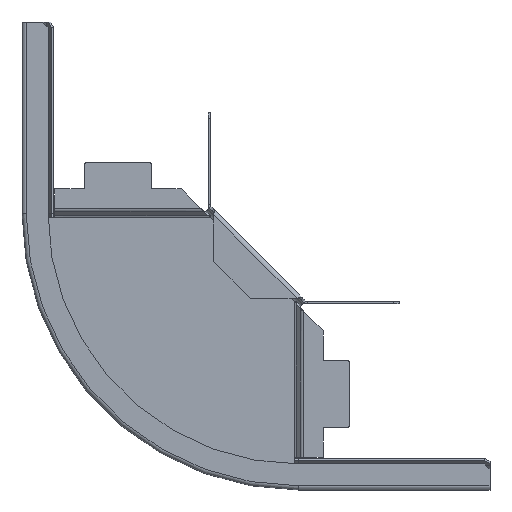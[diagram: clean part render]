
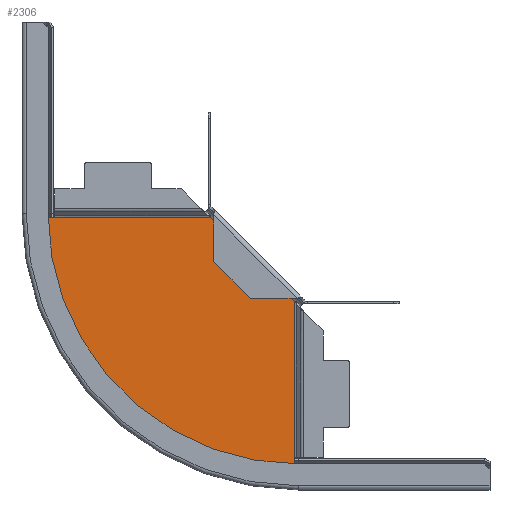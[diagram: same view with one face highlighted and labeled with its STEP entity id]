
A CAD part, front view. The second image highlights one B-rep face of the part: STEP entity #2306.
In plain terms, the highlighted planar face has unit normal (0, -1, 0).
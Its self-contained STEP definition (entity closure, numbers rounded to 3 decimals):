
#1385=CARTESIAN_POINT('',(94.027,-1.,-174.026));
#1386=CARTESIAN_POINT('',(94.169,-1.,-174.028));
#1387=CARTESIAN_POINT('',(94.442,-1.,-173.97));
#1388=CARTESIAN_POINT('',(94.766,-1.,-173.751));
#1389=CARTESIAN_POINT('',(94.989,-1.,-173.419));
#1390=CARTESIAN_POINT('',(95.042,-1.,-173.165));
#1391=CARTESIAN_POINT('',(95.042,-1.,-173.025));
#1393=CARTESIAN_POINT('',(96.987,-1.,-28.055));
#1394=DIRECTION('',(0.,-1.,0.));
#1395=DIRECTION('',(-1.,0.,-0.02));
#1396=AXIS2_PLACEMENT_3D('',#1393,#1394,#1395);
#1398=CARTESIAN_POINT('',(-47.983,-1.,-31.));
#1399=DIRECTION('',(0.,-1.,0.));
#1400=DIRECTION('',(0.,0.,1.));
#1401=AXIS2_PLACEMENT_3D('',#1398,#1399,#1400);
#1403=DIRECTION('',(-1.,0.,0.));
#1404=VECTOR('',#1403,12.983);
#1405=CARTESIAN_POINT('',(-35.,-1.,-30.));
#1406=LINE('',#1405,#1404);
#1407=DIRECTION('',(-0.707,0.,0.707));
#1408=VECTOR('',#1407,63.699);
#1409=CARTESIAN_POINT('',(95.042,-1.,-75.042));
#1410=LINE('',#1409,#1408);
#1411=DIRECTION('',(0.,0.,-1.));
#1412=VECTOR('',#1411,85.);
#1413=CARTESIAN_POINT('',(95.042,-1.,-75.042));
#1414=LINE('',#1413,#1412);
#1434=DIRECTION('',(0.,0.,-1.));
#1435=VECTOR('',#1434,12.983);
#1436=CARTESIAN_POINT('',(95.042,-1.,-160.042));
#1437=LINE('',#1436,#1435);
#1602=CARTESIAN_POINT('',(50.,-1.,-30.));
#1620=DIRECTION('',(1.,0.,0.));
#1621=VECTOR('',#1620,85.);
#1622=CARTESIAN_POINT('',(-35.,-1.,-30.));
#1623=LINE('',#1622,#1621);
#1748=CARTESIAN_POINT('',(95.042,-1.,-173.025));
#1750=VERTEX_POINT('',#1748);
#1753=CARTESIAN_POINT('',(95.042,-1.,-75.042));
#1755=VERTEX_POINT('',#1753);
#1766=CARTESIAN_POINT('',(-35.,-1.,-30.));
#1767=VERTEX_POINT('',#1766);
#1807=CARTESIAN_POINT('',(94.027,-1.,-174.026));
#1808=VERTEX_POINT('',#1807);
#1835=CARTESIAN_POINT('',(95.042,-1.,-160.042));
#1836=VERTEX_POINT('',#1835);
#1848=CARTESIAN_POINT('',(-48.983,-1.,-31.02));
#1850=VERTEX_POINT('',#1848);
#1851=VERTEX_POINT('',#1602);
#1856=CARTESIAN_POINT('',(-47.983,-1.,-30.));
#1857=VERTEX_POINT('',#1856);
#2284=CARTESIAN_POINT('',(96.987,-1.,-28.055));
#2285=DIRECTION('',(0.,1.,0.));
#2286=DIRECTION('',(0.,0.,1.));
#2287=AXIS2_PLACEMENT_3D('',#2284,#2285,#2286);
#2288=PLANE('',#2287);
#2290=ORIENTED_EDGE('',*,*,#2289,.T.);
#2292=ORIENTED_EDGE('',*,*,#2291,.T.);
#2294=ORIENTED_EDGE('',*,*,#2293,.F.);
#2296=ORIENTED_EDGE('',*,*,#2295,.F.);
#2298=ORIENTED_EDGE('',*,*,#2297,.F.);
#2300=ORIENTED_EDGE('',*,*,#2299,.F.);
#2302=ORIENTED_EDGE('',*,*,#2301,.T.);
#2303=ORIENTED_EDGE('',*,*,#2274,.F.);
#2304=EDGE_LOOP('',(#2290,#2292,#2294,#2296,#2298,#2300,#2302,#2303));
#2305=FACE_OUTER_BOUND('',#2304,.F.);
#2306=ADVANCED_FACE('',(#2305),#2288,.F.);
#1392=B_SPLINE_CURVE_WITH_KNOTS('',3,(#1385,#1386,#1387,#1388,#1389,#1390,
#1391),.UNSPECIFIED.,.F.,.F.,(4,1,1,1,4),(0.,0.25,0.5,0.75,1.),
.UNSPECIFIED.);
#1397=CIRCLE('',#1396,146.);
#1402=CIRCLE('',#1401,1.);
#2274=EDGE_CURVE('',#1755,#1851,#1410,.T.);
#2289=EDGE_CURVE('',#1755,#1836,#1414,.T.);
#2291=EDGE_CURVE('',#1836,#1750,#1437,.T.);
#2293=EDGE_CURVE('',#1808,#1750,#1392,.T.);
#2295=EDGE_CURVE('',#1850,#1808,#1397,.T.);
#2297=EDGE_CURVE('',#1857,#1850,#1402,.T.);
#2299=EDGE_CURVE('',#1767,#1857,#1406,.T.);
#2301=EDGE_CURVE('',#1767,#1851,#1623,.T.);
